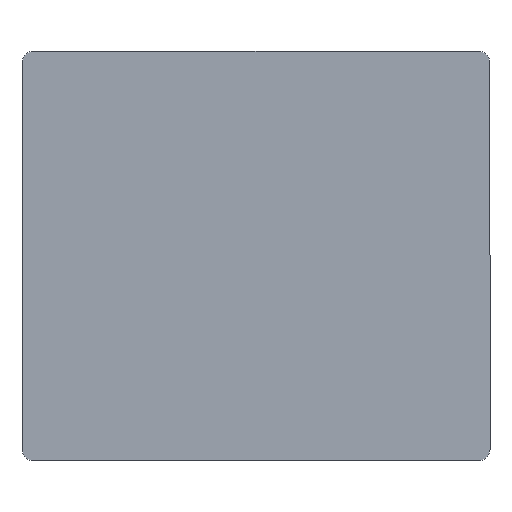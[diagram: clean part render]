
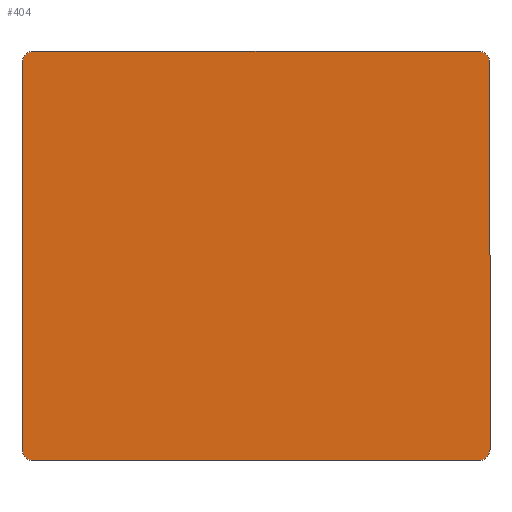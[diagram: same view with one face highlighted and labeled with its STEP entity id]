
A CAD part, front view. The second image highlights one B-rep face of the part: STEP entity #404.
In plain terms, the highlighted planar face has unit normal (0, -1, 0).
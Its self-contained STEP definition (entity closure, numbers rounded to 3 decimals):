
#15 = DIRECTION ( 'NONE',  ( -1., 0., 0. ) ) ;
#60 = CARTESIAN_POINT ( 'NONE',  ( -76., -15., 66. ) ) ;
#109 = CARTESIAN_POINT ( 'NONE',  ( -80., -15., 66. ) ) ;
#110 = AXIS2_PLACEMENT_3D ( 'NONE', #634, #115, #468 ) ;
#113 = EDGE_LOOP ( 'NONE', ( #537, #402, #367, #136, #390, #441, #848, #996 ) ) ;
#115 = DIRECTION ( 'NONE',  ( 0., -1., 0. ) ) ;
#136 = ORIENTED_EDGE ( 'NONE', *, *, #319, .T. ) ;
#158 = CIRCLE ( 'NONE', #1003, 4. ) ;
#163 = DIRECTION ( 'NONE',  ( 0., -1., 0. ) ) ;
#174 = CARTESIAN_POINT ( 'NONE',  ( 76., -15., 70. ) ) ;
#194 = CARTESIAN_POINT ( 'NONE',  ( -80., -15., -70. ) ) ;
#216 = DIRECTION ( 'NONE',  ( 0., -1., 0. ) ) ;
#222 = CARTESIAN_POINT ( 'NONE',  ( -76., -15., -70. ) ) ;
#250 = LINE ( 'NONE', #682, #995 ) ;
#252 = VECTOR ( 'NONE', #259, 1000. ) ;
#259 = DIRECTION ( 'NONE',  ( 0., 0., -1. ) ) ;
#260 = DIRECTION ( 'NONE',  ( 1., 0., 0. ) ) ;
#283 = VERTEX_POINT ( 'NONE', #540 ) ;
#301 = EDGE_CURVE ( 'NONE', #558, #939, #824, .T. ) ;
#308 = VERTEX_POINT ( 'NONE', #894 ) ;
#319 = EDGE_CURVE ( 'NONE', #558, #898, #602, .T. ) ;
#332 = CARTESIAN_POINT ( 'NONE',  ( 80., -15., 70. ) ) ;
#341 = DIRECTION ( 'NONE',  ( 0., 0., -1. ) ) ;
#344 = VERTEX_POINT ( 'NONE', #109 ) ;
#347 = DIRECTION ( 'NONE',  ( 0., -1., 0. ) ) ;
#367 = ORIENTED_EDGE ( 'NONE', *, *, #301, .F. ) ;
#378 = FACE_OUTER_BOUND ( 'NONE', #113, .T. ) ;
#383 = DIRECTION ( 'NONE',  ( 0., 0., -1. ) ) ;
#390 = ORIENTED_EDGE ( 'NONE', *, *, #1098, .F. ) ;
#402 = ORIENTED_EDGE ( 'NONE', *, *, #530, .T. ) ;
#404 = ADVANCED_FACE ( 'NONE', ( #378 ), #456, .T. ) ;
#413 = CARTESIAN_POINT ( 'NONE',  ( 76., -15., 66. ) ) ;
#428 = CARTESIAN_POINT ( 'NONE',  ( 76., -15., -70. ) ) ;
#441 = ORIENTED_EDGE ( 'NONE', *, *, #999, .T. ) ;
#449 = VECTOR ( 'NONE', #260, 1000. ) ;
#456 = PLANE ( 'NONE',  #110 ) ;
#468 = DIRECTION ( 'NONE',  ( 0., 0., -1. ) ) ;
#477 = CARTESIAN_POINT ( 'NONE',  ( 80., -15., -66. ) ) ;
#505 = CIRCLE ( 'NONE', #1006, 4. ) ;
#510 = DIRECTION ( 'NONE',  ( 0., 0., -1. ) ) ;
#515 = LINE ( 'NONE', #332, #252 ) ;
#530 = EDGE_CURVE ( 'NONE', #608, #939, #505, .T. ) ;
#537 = ORIENTED_EDGE ( 'NONE', *, *, #1084, .F. ) ;
#540 = CARTESIAN_POINT ( 'NONE',  ( -76., -15., 70. ) ) ;
#541 = EDGE_CURVE ( 'NONE', #283, #600, #1054, .T. ) ;
#558 = VERTEX_POINT ( 'NONE', #428 ) ;
#562 = AXIS2_PLACEMENT_3D ( 'NONE', #60, #216, #1113 ) ;
#598 = CARTESIAN_POINT ( 'NONE',  ( -80., -15., 70. ) ) ;
#600 = VERTEX_POINT ( 'NONE', #174 ) ;
#602 = CIRCLE ( 'NONE', #662, 4. ) ;
#608 = VERTEX_POINT ( 'NONE', #1038 ) ;
#634 = CARTESIAN_POINT ( 'NONE',  ( 0., -15., 0. ) ) ;
#662 = AXIS2_PLACEMENT_3D ( 'NONE', #815, #901, #383 ) ;
#682 = CARTESIAN_POINT ( 'NONE',  ( -80., -15., 70. ) ) ;
#744 = CIRCLE ( 'NONE', #562, 4. ) ;
#815 = CARTESIAN_POINT ( 'NONE',  ( 76., -15., -66. ) ) ;
#824 = LINE ( 'NONE', #194, #1043 ) ;
#848 = ORIENTED_EDGE ( 'NONE', *, *, #541, .F. ) ;
#864 = CARTESIAN_POINT ( 'NONE',  ( -76., -15., -66. ) ) ;
#894 = CARTESIAN_POINT ( 'NONE',  ( 80., -15., 66. ) ) ;
#898 = VERTEX_POINT ( 'NONE', #477 ) ;
#901 = DIRECTION ( 'NONE',  ( 0., -1., 0. ) ) ;
#939 = VERTEX_POINT ( 'NONE', #222 ) ;
#953 = DIRECTION ( 'NONE',  ( 0., 0., 1. ) ) ;
#961 = EDGE_CURVE ( 'NONE', #283, #344, #744, .T. ) ;
#995 = VECTOR ( 'NONE', #953, 1000. ) ;
#996 = ORIENTED_EDGE ( 'NONE', *, *, #961, .T. ) ;
#999 = EDGE_CURVE ( 'NONE', #308, #600, #158, .T. ) ;
#1003 = AXIS2_PLACEMENT_3D ( 'NONE', #413, #163, #510 ) ;
#1006 = AXIS2_PLACEMENT_3D ( 'NONE', #864, #347, #341 ) ;
#1038 = CARTESIAN_POINT ( 'NONE',  ( -80., -15., -66. ) ) ;
#1043 = VECTOR ( 'NONE', #15, 1000. ) ;
#1054 = LINE ( 'NONE', #598, #449 ) ;
#1084 = EDGE_CURVE ( 'NONE', #608, #344, #250, .T. ) ;
#1098 = EDGE_CURVE ( 'NONE', #308, #898, #515, .T. ) ;
#1113 = DIRECTION ( 'NONE',  ( 0., 0., -1. ) ) ;
